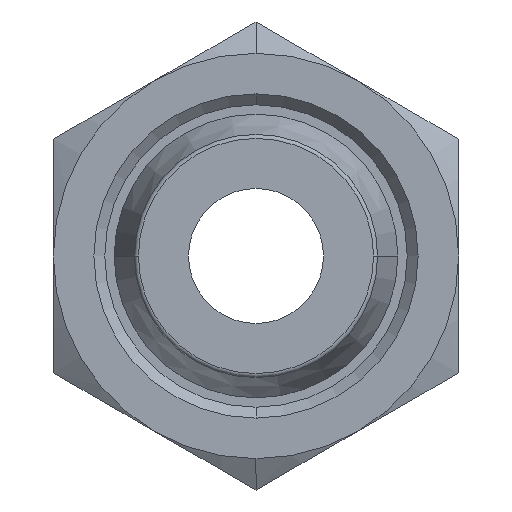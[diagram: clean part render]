
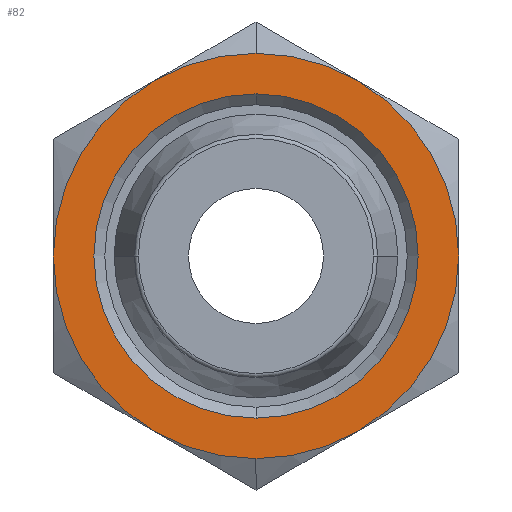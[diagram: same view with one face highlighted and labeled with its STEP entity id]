
A CAD part, left-side view. The second image highlights one B-rep face of the part: STEP entity #82.
In plain terms, the highlighted planar face has unit normal (-1, 0, 0).
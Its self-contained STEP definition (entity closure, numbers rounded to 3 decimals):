
#82=ADVANCED_FACE('',(#242,#243),#244,.T.);
#242=FACE_OUTER_BOUND('',#486,.T.);
#243=FACE_BOUND('',#487,.T.);
#244=PLANE('',#488);
#486=EDGE_LOOP('',(#926,#927,#928,#929,#930,#931,#932,#933));
#487=EDGE_LOOP('',(#934,#935));
#488=AXIS2_PLACEMENT_3D('',#936,#937,#938);
#926=ORIENTED_EDGE('',*,*,#1594,.T.);
#927=ORIENTED_EDGE('',*,*,#1593,.T.);
#928=ORIENTED_EDGE('',*,*,#1496,.T.);
#929=ORIENTED_EDGE('',*,*,#1598,.T.);
#930=ORIENTED_EDGE('',*,*,#1595,.T.);
#931=ORIENTED_EDGE('',*,*,#1596,.T.);
#932=ORIENTED_EDGE('',*,*,#1597,.T.);
#933=ORIENTED_EDGE('',*,*,#1500,.T.);
#934=ORIENTED_EDGE('',*,*,#1599,.T.);
#935=ORIENTED_EDGE('',*,*,#1600,.T.);
#936=CARTESIAN_POINT('',(-17.5,0.0,0.0));
#937=DIRECTION('',(-1.0,0.0,0.0));
#938=DIRECTION('',(0.0,-1.0,0.0));
#1496=EDGE_CURVE('',#1754,#1751,#1755,.T.);
#1500=EDGE_CURVE('',#1758,#1760,#1762,.T.);
#1593=EDGE_CURVE('',#1900,#1754,#1923,.T.);
#1594=EDGE_CURVE('',#1760,#1900,#1924,.T.);
#1595=EDGE_CURVE('',#1917,#1912,#1925,.T.);
#1596=EDGE_CURVE('',#1912,#1907,#1926,.T.);
#1597=EDGE_CURVE('',#1907,#1758,#1927,.T.);
#1598=EDGE_CURVE('',#1751,#1917,#1928,.T.);
#1599=EDGE_CURVE('',#1929,#1930,#1931,.T.);
#1600=EDGE_CURVE('',#1930,#1929,#1932,.T.);
#1751=VERTEX_POINT('',#2149);
#1754=VERTEX_POINT('',#2153);
#1755=CIRCLE('',#2154,15.0);
#1758=VERTEX_POINT('',#2164);
#1760=VERTEX_POINT('',#2167);
#1762=CIRCLE('',#2176,15.0);
#1900=VERTEX_POINT('',#2419);
#1907=VERTEX_POINT('',#2449);
#1912=VERTEX_POINT('',#2469);
#1917=VERTEX_POINT('',#2489);
#1923=CIRCLE('',#2524,15.0);
#1924=CIRCLE('',#2525,15.0);
#1925=CIRCLE('',#2526,15.0);
#1926=CIRCLE('',#2527,15.0);
#1927=CIRCLE('',#2528,15.0);
#1928=CIRCLE('',#2529,15.0);
#1929=VERTEX_POINT('',#2530);
#1930=VERTEX_POINT('',#2531);
#1931=CIRCLE('',#2532,12.0);
#1932=CIRCLE('',#2533,12.0);
#2149=CARTESIAN_POINT('',(-17.5,0.,15.0));
#2153=CARTESIAN_POINT('',(-17.5,-7.5,12.99));
#2154=AXIS2_PLACEMENT_3D('',#2828,#2829,#2830);
#2164=CARTESIAN_POINT('',(-17.5,0.,-15.0));
#2167=CARTESIAN_POINT('',(-17.5,-7.5,-12.99));
#2176=AXIS2_PLACEMENT_3D('',#2832,#2833,#2834);
#2419=CARTESIAN_POINT('',(-17.5,-15.0,0.));
#2449=CARTESIAN_POINT('',(-17.5,7.5,-12.99));
#2469=CARTESIAN_POINT('',(-17.5,15.0,0.));
#2489=CARTESIAN_POINT('',(-17.5,7.5,12.99));
#2524=AXIS2_PLACEMENT_3D('',#2979,#2980,#2981);
#2525=AXIS2_PLACEMENT_3D('',#2982,#2983,#2984);
#2526=AXIS2_PLACEMENT_3D('',#2985,#2986,#2987);
#2527=AXIS2_PLACEMENT_3D('',#2988,#2989,#2990);
#2528=AXIS2_PLACEMENT_3D('',#2991,#2992,#2993);
#2529=AXIS2_PLACEMENT_3D('',#2994,#2995,#2996);
#2530=CARTESIAN_POINT('',(-17.5,0.0,12.0));
#2531=CARTESIAN_POINT('',(-17.5,0.0,-12.0));
#2532=AXIS2_PLACEMENT_3D('',#2997,#2998,#2999);
#2533=AXIS2_PLACEMENT_3D('',#3000,#3001,#3002);
#2828=CARTESIAN_POINT('',(-17.5,0.0,0.0));
#2829=DIRECTION('',(-1.0,0.0,0.0));
#2830=DIRECTION('',(0.0,-0.5,0.866));
#2832=CARTESIAN_POINT('',(-17.5,0.0,0.0));
#2833=DIRECTION('',(-1.0,0.0,0.0));
#2834=DIRECTION('',(0.0,0.5,-0.866));
#2979=CARTESIAN_POINT('',(-17.5,0.0,0.0));
#2980=DIRECTION('',(-1.0,-0.0,0.0));
#2981=DIRECTION('',(0.0,-1.0,0.));
#2982=CARTESIAN_POINT('',(-17.5,0.0,0.0));
#2983=DIRECTION('',(-1.0,-0.0,0.0));
#2984=DIRECTION('',(0.0,-0.5,-0.866));
#2985=CARTESIAN_POINT('',(-17.5,0.0,0.0));
#2986=DIRECTION('',(-1.0,0.0,0.0));
#2987=DIRECTION('',(0.0,0.5,0.866));
#2988=CARTESIAN_POINT('',(-17.5,0.0,0.0));
#2989=DIRECTION('',(-1.0,0.0,0.0));
#2990=DIRECTION('',(0.0,1.0,0.));
#2991=CARTESIAN_POINT('',(-17.5,0.0,0.0));
#2992=DIRECTION('',(-1.0,0.0,0.0));
#2993=DIRECTION('',(0.0,0.5,-0.866));
#2994=CARTESIAN_POINT('',(-17.5,0.0,0.0));
#2995=DIRECTION('',(-1.0,0.0,0.0));
#2996=DIRECTION('',(0.0,-0.5,0.866));
#2997=CARTESIAN_POINT('',(-17.5,0.0,0.0));
#2998=DIRECTION('',(1.0,0.0,-0.0));
#2999=DIRECTION('',(0.0,0.0,1.0));
#3000=CARTESIAN_POINT('',(-17.5,0.0,0.0));
#3001=DIRECTION('',(1.0,0.0,0.0));
#3002=DIRECTION('',(0.0,0.0,-1.0));
